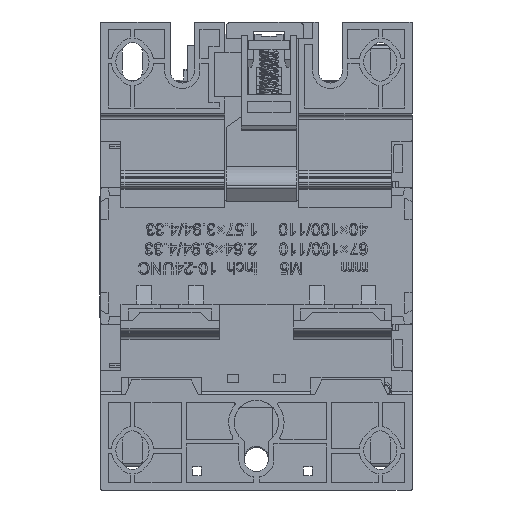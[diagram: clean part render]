
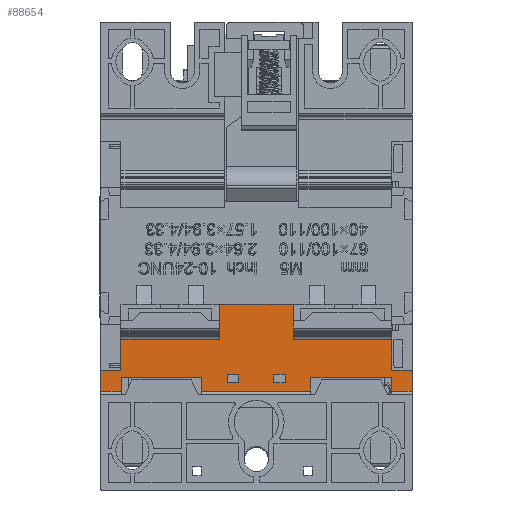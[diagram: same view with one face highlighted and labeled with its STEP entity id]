
A CAD part, front view. The second image highlights one B-rep face of the part: STEP entity #88654.
In plain terms, the highlighted planar face has unit normal (0, -1, 0).
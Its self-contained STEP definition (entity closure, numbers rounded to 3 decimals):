
#3002=DIRECTION('',(0.,0.,1.));
#3003=VECTOR('',#3002,5.1);
#3004=CARTESIAN_POINT('',(-42.1,-41.,-36.5));
#3005=LINE('',#3004,#3003);
#8345=DIRECTION('',(0.,0.,1.));
#8346=VECTOR('',#8345,5.1);
#8347=CARTESIAN_POINT('',(42.1,-41.,-36.5));
#8348=LINE('',#8347,#8346);
#12107=DIRECTION('',(-1.,0.,0.));
#12108=VECTOR('',#12107,5.);
#12109=CARTESIAN_POINT('',(41.6,-41.,-30.9));
#12110=LINE('',#12109,#12108);
#12120=DIRECTION('',(-1.,0.,0.));
#12121=VECTOR('',#12120,5.6);
#12122=CARTESIAN_POINT('',(42.1,-41.,-36.5));
#12123=LINE('',#12122,#12121);
#12124=DIRECTION('',(0.,0.,1.));
#12125=VECTOR('',#12124,3.6);
#12126=CARTESIAN_POINT('',(36.5,-41.,-36.5));
#12127=LINE('',#12126,#12125);
#12128=DIRECTION('',(-1.,0.,0.));
#12129=VECTOR('',#12128,21.75);
#12130=CARTESIAN_POINT('',(36.5,-41.,-32.9));
#12131=LINE('',#12130,#12129);
#12132=DIRECTION('',(0.,0.,1.));
#12133=VECTOR('',#12132,3.6);
#12134=CARTESIAN_POINT('',(14.75,-41.,-36.5));
#12135=LINE('',#12134,#12133);
#12136=DIRECTION('',(-1.,0.,0.));
#12137=VECTOR('',#12136,29.5);
#12138=CARTESIAN_POINT('',(14.75,-41.,-36.5));
#12139=LINE('',#12138,#12137);
#12140=DIRECTION('',(0.,0.,1.));
#12141=VECTOR('',#12140,3.6);
#12142=CARTESIAN_POINT('',(-14.75,-41.,-36.5));
#12143=LINE('',#12142,#12141);
#12144=DIRECTION('',(-1.,0.,0.));
#12145=VECTOR('',#12144,21.75);
#12146=CARTESIAN_POINT('',(-14.75,-41.,-32.9));
#12147=LINE('',#12146,#12145);
#12148=DIRECTION('',(0.,0.,1.));
#12149=VECTOR('',#12148,3.6);
#12150=CARTESIAN_POINT('',(-36.5,-41.,-36.5));
#12151=LINE('',#12150,#12149);
#12152=DIRECTION('',(-1.,0.,0.));
#12153=VECTOR('',#12152,5.6);
#12154=CARTESIAN_POINT('',(-36.5,-41.,-36.5));
#12155=LINE('',#12154,#12153);
#12156=CARTESIAN_POINT('',(-41.6,-41.,-31.4));
#12157=DIRECTION('',(0.,-1.,0.));
#12158=DIRECTION('',(0.,0.,1.));
#12159=AXIS2_PLACEMENT_3D('',#12156,#12157,#12158);
#12161=DIRECTION('',(1.,0.,0.));
#12162=VECTOR('',#12161,26.6);
#12163=CARTESIAN_POINT('',(-36.6,-41.,-22.628));
#12164=LINE('',#12163,#12162);
#12165=DIRECTION('',(1.,0.,0.));
#12166=VECTOR('',#12165,26.6);
#12167=CARTESIAN_POINT('',(10.,-41.,-22.628));
#12168=LINE('',#12167,#12166);
#12169=CARTESIAN_POINT('',(41.6,-41.,-31.4));
#12170=DIRECTION('',(0.,-1.,0.));
#12171=DIRECTION('',(1.,0.,0.));
#12172=AXIS2_PLACEMENT_3D('',#12169,#12170,#12171);
#12174=DIRECTION('',(0.,0.,1.));
#12175=VECTOR('',#12174,2.3);
#12176=CARTESIAN_POINT('',(7.75,-41.,-34.3));
#12177=LINE('',#12176,#12175);
#12178=DIRECTION('',(-1.,0.,0.));
#12179=VECTOR('',#12178,3.);
#12180=CARTESIAN_POINT('',(7.75,-41.,-32.));
#12181=LINE('',#12180,#12179);
#12182=DIRECTION('',(0.,0.,-1.));
#12183=VECTOR('',#12182,2.3);
#12184=CARTESIAN_POINT('',(4.75,-41.,-32.));
#12185=LINE('',#12184,#12183);
#12186=DIRECTION('',(1.,0.,0.));
#12187=VECTOR('',#12186,3.);
#12188=CARTESIAN_POINT('',(4.75,-41.,-34.3));
#12189=LINE('',#12188,#12187);
#12190=DIRECTION('',(0.,0.,1.));
#12191=VECTOR('',#12190,2.3);
#12192=CARTESIAN_POINT('',(-4.75,-41.,-34.3));
#12193=LINE('',#12192,#12191);
#12194=DIRECTION('',(-1.,0.,0.));
#12195=VECTOR('',#12194,3.);
#12196=CARTESIAN_POINT('',(-4.75,-41.,-32.));
#12197=LINE('',#12196,#12195);
#12198=DIRECTION('',(0.,0.,-1.));
#12199=VECTOR('',#12198,2.3);
#12200=CARTESIAN_POINT('',(-7.75,-41.,-32.));
#12201=LINE('',#12200,#12199);
#12202=DIRECTION('',(1.,0.,0.));
#12203=VECTOR('',#12202,3.);
#12204=CARTESIAN_POINT('',(-7.75,-41.,-34.3));
#12205=LINE('',#12204,#12203);
#37209=DIRECTION('',(0.,0.,1.));
#37210=VECTOR('',#37209,8.272);
#37211=CARTESIAN_POINT('',(36.6,-41.,-30.9));
#37212=LINE('',#37211,#37210);
#37264=DIRECTION('',(0.,0.,1.));
#37265=VECTOR('',#37264,9.628);
#37266=CARTESIAN_POINT('',(10.,-41.,-22.628));
#37267=LINE('',#37266,#37265);
#37427=DIRECTION('',(-1.,0.,0.));
#37428=VECTOR('',#37427,20.);
#37429=CARTESIAN_POINT('',(10.,-41.,-13.));
#37430=LINE('',#37429,#37428);
#37452=DIRECTION('',(0.,0.,-1.));
#37453=VECTOR('',#37452,9.628);
#37454=CARTESIAN_POINT('',(-10.,-41.,-13.));
#37455=LINE('',#37454,#37453);
#37515=DIRECTION('',(0.,0.,-1.));
#37516=VECTOR('',#37515,8.272);
#37517=CARTESIAN_POINT('',(-36.6,-41.,-22.628));
#37518=LINE('',#37517,#37516);
#37835=DIRECTION('',(-1.,0.,0.));
#37836=VECTOR('',#37835,5.);
#37837=CARTESIAN_POINT('',(-36.6,-41.,-30.9));
#37838=LINE('',#37837,#37836);
#59243=CARTESIAN_POINT('',(10.,-41.,-13.));
#59244=CARTESIAN_POINT('',(-10.,-41.,-13.));
#59245=VERTEX_POINT('',#59243);
#59246=VERTEX_POINT('',#59244);
#59327=CARTESIAN_POINT('',(36.5,-41.,-32.9));
#59328=CARTESIAN_POINT('',(14.75,-41.,-32.9));
#59329=VERTEX_POINT('',#59327);
#59330=VERTEX_POINT('',#59328);
#59331=CARTESIAN_POINT('',(-14.75,-41.,-32.9));
#59332=CARTESIAN_POINT('',(-36.5,-41.,-32.9));
#59333=VERTEX_POINT('',#59331);
#59334=VERTEX_POINT('',#59332);
#60271=CARTESIAN_POINT('',(-41.6,-41.,-30.9));
#60272=CARTESIAN_POINT('',(-42.1,-41.,-31.4));
#60273=VERTEX_POINT('',#60271);
#60274=VERTEX_POINT('',#60272);
#60275=CARTESIAN_POINT('',(42.1,-41.,-31.4));
#60276=CARTESIAN_POINT('',(41.6,-41.,-30.9));
#60277=VERTEX_POINT('',#60275);
#60278=VERTEX_POINT('',#60276);
#60283=CARTESIAN_POINT('',(36.6,-41.,-30.9));
#60284=VERTEX_POINT('',#60283);
#60287=CARTESIAN_POINT('',(-36.6,-41.,-30.9));
#60288=VERTEX_POINT('',#60287);
#60483=CARTESIAN_POINT('',(-36.6,-41.,-22.628));
#60484=CARTESIAN_POINT('',(-10.,-41.,-22.628));
#60485=VERTEX_POINT('',#60483);
#60486=VERTEX_POINT('',#60484);
#60499=CARTESIAN_POINT('',(10.,-41.,-22.628));
#60500=CARTESIAN_POINT('',(36.6,-41.,-22.628));
#60501=VERTEX_POINT('',#60499);
#60502=VERTEX_POINT('',#60500);
#64214=CARTESIAN_POINT('',(7.75,-41.,-34.3));
#64215=CARTESIAN_POINT('',(7.75,-41.,-32.));
#64216=VERTEX_POINT('',#64214);
#64217=VERTEX_POINT('',#64215);
#64218=CARTESIAN_POINT('',(4.75,-41.,-32.));
#64219=VERTEX_POINT('',#64218);
#64220=CARTESIAN_POINT('',(4.75,-41.,-34.3));
#64221=VERTEX_POINT('',#64220);
#64222=CARTESIAN_POINT('',(-4.75,-41.,-34.3));
#64223=CARTESIAN_POINT('',(-4.75,-41.,-32.));
#64224=VERTEX_POINT('',#64222);
#64225=VERTEX_POINT('',#64223);
#64226=CARTESIAN_POINT('',(-7.75,-41.,-32.));
#64227=VERTEX_POINT('',#64226);
#64228=CARTESIAN_POINT('',(-7.75,-41.,-34.3));
#64229=VERTEX_POINT('',#64228);
#64532=CARTESIAN_POINT('',(42.1,-41.,-36.5));
#64533=CARTESIAN_POINT('',(36.5,-41.,-36.5));
#64534=VERTEX_POINT('',#64532);
#64535=VERTEX_POINT('',#64533);
#64540=CARTESIAN_POINT('',(14.75,-41.,-36.5));
#64541=CARTESIAN_POINT('',(-14.75,-41.,-36.5));
#64542=VERTEX_POINT('',#64540);
#64543=VERTEX_POINT('',#64541);
#64548=CARTESIAN_POINT('',(-36.5,-41.,-36.5));
#64549=CARTESIAN_POINT('',(-42.1,-41.,-36.5));
#64550=VERTEX_POINT('',#64548);
#64551=VERTEX_POINT('',#64549);
#88588=CARTESIAN_POINT('',(0.,-41.,-63.25));
#88589=DIRECTION('',(0.,-1.,0.));
#88590=DIRECTION('',(0.,0.,1.));
#88591=AXIS2_PLACEMENT_3D('',#88588,#88589,#88590);
#88592=PLANE('',#88591);
#88594=ORIENTED_EDGE('',*,*,#88593,.T.);
#88596=ORIENTED_EDGE('',*,*,#88595,.T.);
#88597=ORIENTED_EDGE('',*,*,#87337,.T.);
#88599=ORIENTED_EDGE('',*,*,#88598,.F.);
#88601=ORIENTED_EDGE('',*,*,#88600,.T.);
#88603=ORIENTED_EDGE('',*,*,#88602,.T.);
#88605=ORIENTED_EDGE('',*,*,#88604,.T.);
#88607=ORIENTED_EDGE('',*,*,#88606,.F.);
#88609=ORIENTED_EDGE('',*,*,#88608,.T.);
#88610=ORIENTED_EDGE('',*,*,#76975,.T.);
#88612=ORIENTED_EDGE('',*,*,#88611,.F.);
#88614=ORIENTED_EDGE('',*,*,#88613,.F.);
#88616=ORIENTED_EDGE('',*,*,#88615,.F.);
#88618=ORIENTED_EDGE('',*,*,#88617,.T.);
#88620=ORIENTED_EDGE('',*,*,#88619,.F.);
#88622=ORIENTED_EDGE('',*,*,#88621,.F.);
#88624=ORIENTED_EDGE('',*,*,#88623,.F.);
#88626=ORIENTED_EDGE('',*,*,#88625,.T.);
#88628=ORIENTED_EDGE('',*,*,#88627,.F.);
#88629=ORIENTED_EDGE('',*,*,#88568,.F.);
#88630=ORIENTED_EDGE('',*,*,#88582,.F.);
#88631=ORIENTED_EDGE('',*,*,#84182,.F.);
#88632=EDGE_LOOP('',(#88594,#88596,#88597,#88599,#88601,#88603,#88605,#88607,
#88609,#88610,#88612,#88614,#88616,#88618,#88620,#88622,#88624,#88626,#88628,
#88629,#88630,#88631));
#88633=FACE_OUTER_BOUND('',#88632,.F.);
#88635=ORIENTED_EDGE('',*,*,#88634,.T.);
#88637=ORIENTED_EDGE('',*,*,#88636,.T.);
#88639=ORIENTED_EDGE('',*,*,#88638,.T.);
#88641=ORIENTED_EDGE('',*,*,#88640,.T.);
#88642=EDGE_LOOP('',(#88635,#88637,#88639,#88641));
#88643=FACE_BOUND('',#88642,.F.);
#88645=ORIENTED_EDGE('',*,*,#88644,.T.);
#88647=ORIENTED_EDGE('',*,*,#88646,.T.);
#88649=ORIENTED_EDGE('',*,*,#88648,.T.);
#88651=ORIENTED_EDGE('',*,*,#88650,.T.);
#88652=EDGE_LOOP('',(#88645,#88647,#88649,#88651));
#88653=FACE_BOUND('',#88652,.F.);
#88654=ADVANCED_FACE('',(#88633,#88643,#88653),#88592,.T.);
#12160=CIRCLE('',#12159,0.5);
#12173=CIRCLE('',#12172,0.5);
#76975=EDGE_CURVE('',#64551,#60274,#3005,.T.);
#84182=EDGE_CURVE('',#64534,#60277,#8348,.T.);
#87337=EDGE_CURVE('',#59329,#59330,#12131,.T.);
#88568=EDGE_CURVE('',#60278,#60284,#12110,.T.);
#88582=EDGE_CURVE('',#60277,#60278,#12173,.T.);
#88593=EDGE_CURVE('',#64534,#64535,#12123,.T.);
#88595=EDGE_CURVE('',#64535,#59329,#12127,.T.);
#88598=EDGE_CURVE('',#64542,#59330,#12135,.T.);
#88600=EDGE_CURVE('',#64542,#64543,#12139,.T.);
#88602=EDGE_CURVE('',#64543,#59333,#12143,.T.);
#88604=EDGE_CURVE('',#59333,#59334,#12147,.T.);
#88606=EDGE_CURVE('',#64550,#59334,#12151,.T.);
#88608=EDGE_CURVE('',#64550,#64551,#12155,.T.);
#88611=EDGE_CURVE('',#60273,#60274,#12160,.T.);
#88613=EDGE_CURVE('',#60288,#60273,#37838,.T.);
#88615=EDGE_CURVE('',#60485,#60288,#37518,.T.);
#88617=EDGE_CURVE('',#60485,#60486,#12164,.T.);
#88619=EDGE_CURVE('',#59246,#60486,#37455,.T.);
#88621=EDGE_CURVE('',#59245,#59246,#37430,.T.);
#88623=EDGE_CURVE('',#60501,#59245,#37267,.T.);
#88625=EDGE_CURVE('',#60501,#60502,#12168,.T.);
#88627=EDGE_CURVE('',#60284,#60502,#37212,.T.);
#88634=EDGE_CURVE('',#64216,#64217,#12177,.T.);
#88636=EDGE_CURVE('',#64217,#64219,#12181,.T.);
#88638=EDGE_CURVE('',#64219,#64221,#12185,.T.);
#88640=EDGE_CURVE('',#64221,#64216,#12189,.T.);
#88644=EDGE_CURVE('',#64224,#64225,#12193,.T.);
#88646=EDGE_CURVE('',#64225,#64227,#12197,.T.);
#88648=EDGE_CURVE('',#64227,#64229,#12201,.T.);
#88650=EDGE_CURVE('',#64229,#64224,#12205,.T.);
